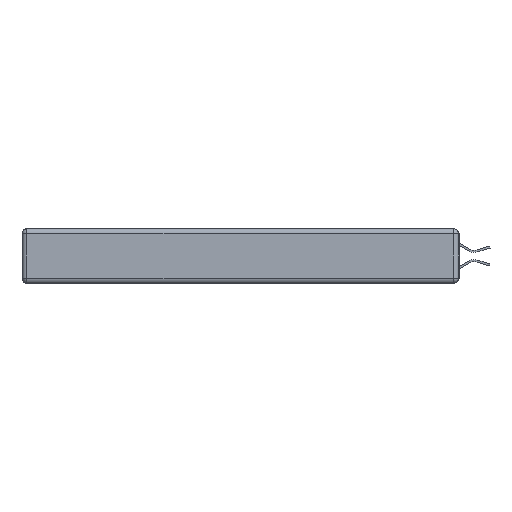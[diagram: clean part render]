
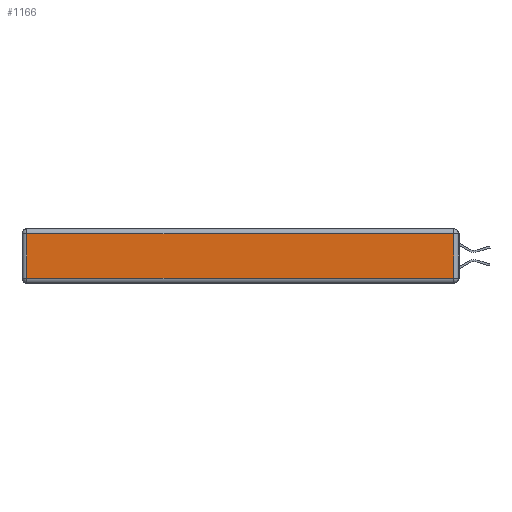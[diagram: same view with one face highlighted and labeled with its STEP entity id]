
A CAD part, left-side view. The second image highlights one B-rep face of the part: STEP entity #1166.
In plain terms, the highlighted planar face has unit normal (-1, 0, 0).
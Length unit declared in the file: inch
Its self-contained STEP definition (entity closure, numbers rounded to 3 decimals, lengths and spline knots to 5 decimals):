
#276 = DIRECTION ( 'NONE',  ( 0., -1., 0. ) ) ;
#825 = EDGE_CURVE ( 'NONE', #13414, #8635, #6559, .T. ) ;
#1166 = ADVANCED_FACE ( 'NONE', ( #5356 ), #7222, .T. ) ;
#1557 = CARTESIAN_POINT ( 'NONE',  ( 0., 2.72, -0.313 ) ) ;
#1598 = DIRECTION ( 'NONE',  ( 0., 0., 1. ) ) ;
#1683 = VERTEX_POINT ( 'NONE', #8359 ) ;
#3937 = ORIENTED_EDGE ( 'NONE', *, *, #825, .T. ) ;
#4263 = VECTOR ( 'NONE', #24250, 39.37008 ) ;
#4933 = LINE ( 'NONE', #11083, #13978 ) ;
#5356 = FACE_OUTER_BOUND ( 'NONE', #18070, .T. ) ;
#6559 = LINE ( 'NONE', #8542, #16466 ) ;
#7222 = PLANE ( 'NONE',  #10349 ) ;
#7965 = CARTESIAN_POINT ( 'NONE',  ( 0., 0.03, -0.343 ) ) ;
#8273 = EDGE_CURVE ( 'NONE', #8635, #1683, #20427, .T. ) ;
#8359 = CARTESIAN_POINT ( 'NONE',  ( 0., 0.03, -0.03 ) ) ;
#8542 = CARTESIAN_POINT ( 'NONE',  ( 0., 0., -0.313 ) ) ;
#8635 = VERTEX_POINT ( 'NONE', #26415 ) ;
#9998 = ORIENTED_EDGE ( 'NONE', *, *, #23094, .T. ) ;
#10047 = CARTESIAN_POINT ( 'NONE',  ( 0., 2.75, -0.03 ) ) ;
#10349 = AXIS2_PLACEMENT_3D ( 'NONE', #17684, #11786, #1598 ) ;
#10460 = ORIENTED_EDGE ( 'NONE', *, *, #19846, .T. ) ;
#11083 = CARTESIAN_POINT ( 'NONE',  ( 0., 2.72, -0.343 ) ) ;
#11786 = DIRECTION ( 'NONE',  ( -1., 0., 0. ) ) ;
#13414 = VERTEX_POINT ( 'NONE', #1557 ) ;
#13978 = VECTOR ( 'NONE', #21538, 39.37008 ) ;
#15056 = ORIENTED_EDGE ( 'NONE', *, *, #8273, .T. ) ;
#16466 = VECTOR ( 'NONE', #276, 39.37008 ) ;
#17684 = CARTESIAN_POINT ( 'NONE',  ( 0., 0., -0.343 ) ) ;
#18070 = EDGE_LOOP ( 'NONE', ( #3937, #15056, #9998, #10460 ) ) ;
#18421 = DIRECTION ( 'NONE',  ( 0., 0., 1. ) ) ;
#19846 = EDGE_CURVE ( 'NONE', #20009, #13414, #4933, .T. ) ;
#20009 = VERTEX_POINT ( 'NONE', #22050 ) ;
#20427 = LINE ( 'NONE', #7965, #20547 ) ;
#20547 = VECTOR ( 'NONE', #18421, 39.37008 ) ;
#21538 = DIRECTION ( 'NONE',  ( 0., 0., -1. ) ) ;
#22050 = CARTESIAN_POINT ( 'NONE',  ( 0., 2.72, -0.03 ) ) ;
#23094 = EDGE_CURVE ( 'NONE', #1683, #20009, #24639, .T. ) ;
#24250 = DIRECTION ( 'NONE',  ( 0., 1., 0. ) ) ;
#24639 = LINE ( 'NONE', #10047, #4263 ) ;
#26415 = CARTESIAN_POINT ( 'NONE',  ( 0., 0.03, -0.313 ) ) ;
